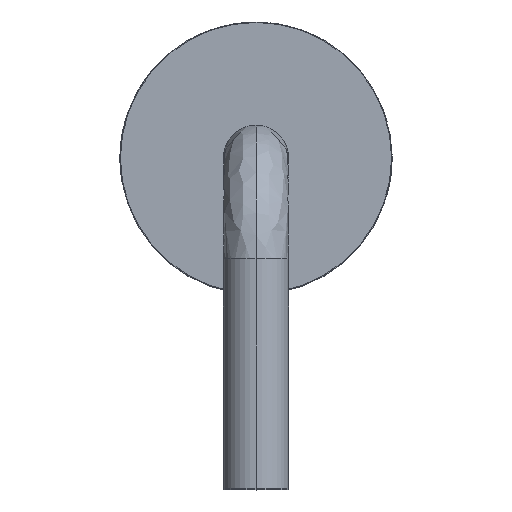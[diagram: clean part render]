
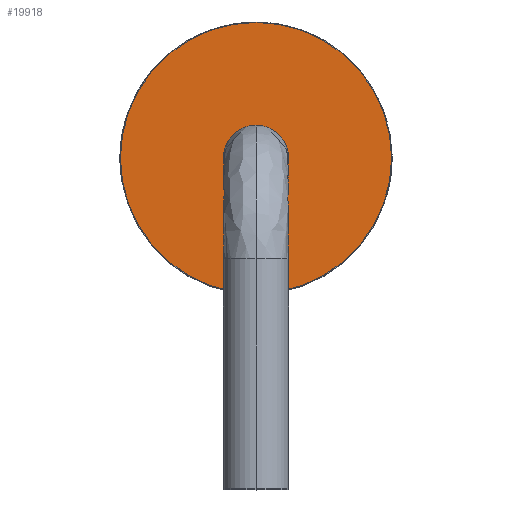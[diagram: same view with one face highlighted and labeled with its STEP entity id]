
A CAD part, top view. The second image highlights one B-rep face of the part: STEP entity #19918.
In plain terms, the highlighted planar face has unit normal (0, 0, 1).
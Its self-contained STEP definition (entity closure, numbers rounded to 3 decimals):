
#1392 = AXIS2_PLACEMENT_3D ( 'NONE', #11262, #11046, #2924 ) ;
#1798 = CARTESIAN_POINT ( 'NONE',  ( 0., 0., 9. ) ) ;
#1858 = CARTESIAN_POINT ( 'NONE',  ( 0., 0., 9. ) ) ;
#2015 = DIRECTION ( 'NONE',  ( 0., 0., -1. ) ) ;
#2700 = CIRCLE ( 'NONE', #15107, 0.6 ) ;
#2924 = DIRECTION ( 'NONE',  ( 1., 0., 0. ) ) ;
#3812 = ORIENTED_EDGE ( 'NONE', *, *, #14085, .F. ) ;
#4080 = EDGE_LOOP ( 'NONE', ( #3812, #16811 ) ) ;
#4324 = ORIENTED_EDGE ( 'NONE', *, *, #8274, .F. ) ;
#4369 = CARTESIAN_POINT ( 'NONE',  ( -2.5, 0., 9. ) ) ;
#4792 = PLANE ( 'NONE',  #20783 ) ;
#4847 = EDGE_LOOP ( 'NONE', ( #4324, #7468 ) ) ;
#4906 = FACE_OUTER_BOUND ( 'NONE', #4847, .T. ) ;
#5013 = FACE_BOUND ( 'NONE', #4080, .T. ) ;
#5550 = CARTESIAN_POINT ( 'NONE',  ( 0., 0.6, 9. ) ) ;
#5758 = CARTESIAN_POINT ( 'NONE',  ( 0., 0., 9. ) ) ;
#6254 = CIRCLE ( 'NONE', #13711, 2.5 ) ;
#7339 = DIRECTION ( 'NONE',  ( 0., 0., 1. ) ) ;
#7468 = ORIENTED_EDGE ( 'NONE', *, *, #12609, .F. ) ;
#8274 = EDGE_CURVE ( 'NONE', #18414, #18787, #6254, .T. ) ;
#8331 = DIRECTION ( 'NONE',  ( 1., 0., 0. ) ) ;
#8657 = DIRECTION ( 'NONE',  ( 0., 0., -1. ) ) ;
#9118 = EDGE_CURVE ( 'NONE', #17402, #10420, #2700, .T. ) ;
#10420 = VERTEX_POINT ( 'NONE', #13167 ) ;
#10602 = AXIS2_PLACEMENT_3D ( 'NONE', #5758, #7339, #15759 ) ;
#10950 = CIRCLE ( 'NONE', #10602, 0.6 ) ;
#10960 = DIRECTION ( 'NONE',  ( 0., 0., 1. ) ) ;
#11046 = DIRECTION ( 'NONE',  ( 0., 0., -1. ) ) ;
#11262 = CARTESIAN_POINT ( 'NONE',  ( 0., 0., 9. ) ) ;
#12609 = EDGE_CURVE ( 'NONE', #18787, #18414, #18760, .T. ) ;
#13167 = CARTESIAN_POINT ( 'NONE',  ( 0., -0.6, 9. ) ) ;
#13711 = AXIS2_PLACEMENT_3D ( 'NONE', #1858, #8657, #8331 ) ;
#13903 = DIRECTION ( 'NONE',  ( -1., 0., 0. ) ) ;
#14085 = EDGE_CURVE ( 'NONE', #10420, #17402, #10950, .T. ) ;
#14495 = CARTESIAN_POINT ( 'NONE',  ( 0., 0., 9. ) ) ;
#15107 = AXIS2_PLACEMENT_3D ( 'NONE', #14495, #10960, #17925 ) ;
#15759 = DIRECTION ( 'NONE',  ( 0., -1., 0. ) ) ;
#16811 = ORIENTED_EDGE ( 'NONE', *, *, #9118, .F. ) ;
#17402 = VERTEX_POINT ( 'NONE', #5550 ) ;
#17925 = DIRECTION ( 'NONE',  ( 0., -1., 0. ) ) ;
#18414 = VERTEX_POINT ( 'NONE', #21108 ) ;
#18760 = CIRCLE ( 'NONE', #1392, 2.5 ) ;
#18787 = VERTEX_POINT ( 'NONE', #4369 ) ;
#19918 = ADVANCED_FACE ( 'NONE', ( #5013, #4906 ), #4792, .F. ) ;
#20783 = AXIS2_PLACEMENT_3D ( 'NONE', #1798, #2015, #13903 ) ;
#21108 = CARTESIAN_POINT ( 'NONE',  ( 2.5, 0., 9. ) ) ;
